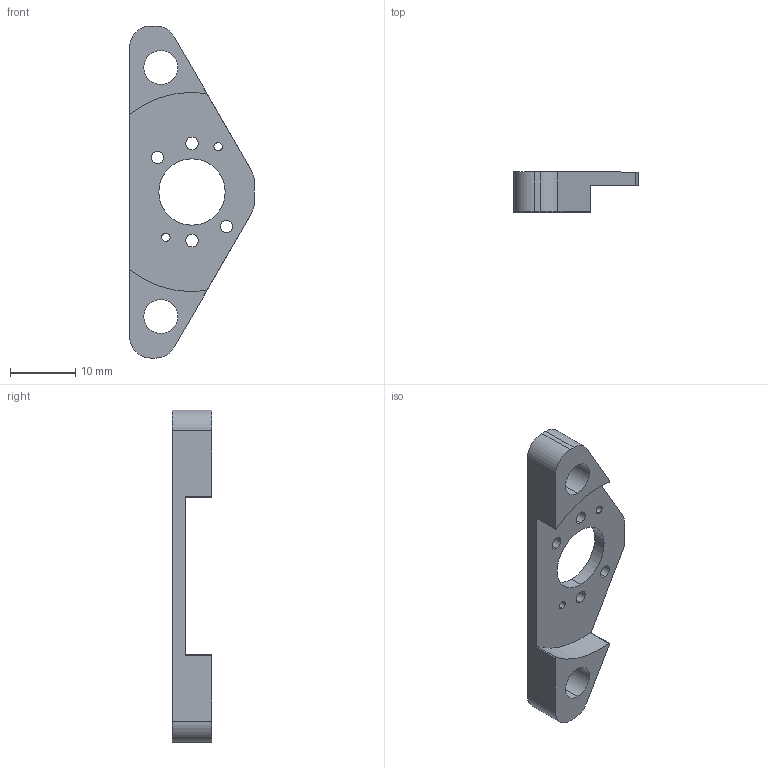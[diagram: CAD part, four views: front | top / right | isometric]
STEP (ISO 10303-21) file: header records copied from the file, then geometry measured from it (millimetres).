
FILE_DESCRIPTION (( 'STEP AP214' ), '1' );
FILE_NAME ('am-0208a Encoder Mount Pad with amt-103 holes.STEP', '2017-10-25T22:20:33', ( '' ), ( '' ), 'SwSTEP 2.0', 'SolidWorks 2017', '' );
FILE_SCHEMA (( 'AUTOMOTIVE_DESIGN' ));
Length unit declared in the file: inch
Products named in the file (2): am-0208a Encoder Mount Pad with amt-103 holes
Bounding box: 19.05 x 6.1 x 50.8 mm (x, y, z)
Volume: 1675.3 mm3; surface area: 1951.4 mm2
Topology: 1 solids, 1 shells, 42 faces, 120 edges, 80 vertices
Faces by surface type: cylinder 32, plane 10
Entity records: 1499 total; most frequent: DIRECTION 272, CARTESIAN_POINT 244, ORIENTED_EDGE 240, EDGE_CURVE 120, AXIS2_PLACEMENT_3D 108, VERTEX_POINT 80, CIRCLE 64, EDGE_LOOP 60
